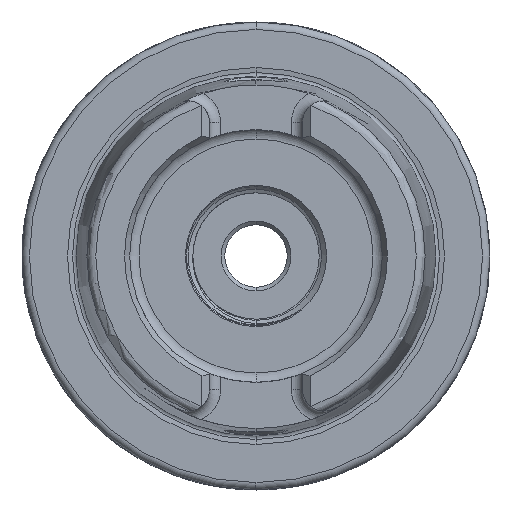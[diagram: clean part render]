
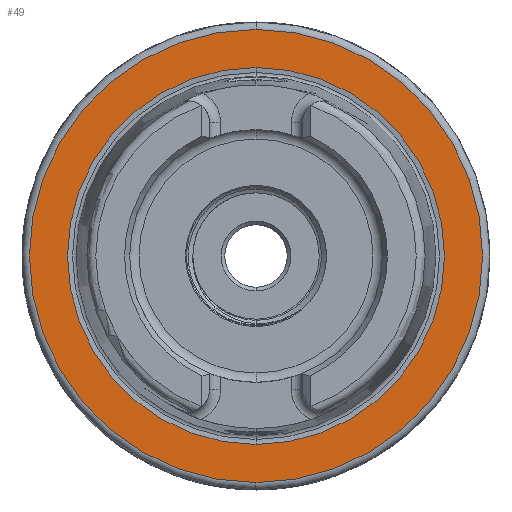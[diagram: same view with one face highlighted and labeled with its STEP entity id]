
A CAD part, left-side view. The second image highlights one B-rep face of the part: STEP entity #49.
In plain terms, the highlighted planar face has unit normal (-1, 0, 0).
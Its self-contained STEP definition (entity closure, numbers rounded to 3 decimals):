
#49 = ADVANCED_FACE ( 'NONE', ( #3574, #3576 ), #13014, .T. ) ;
#124 = EDGE_CURVE ( 'NONE', #12001, #12002, #8949, .T. ) ;
#125 = EDGE_CURVE ( 'NONE', #12005, #12006, #8954, .T. ) ;
#775 = CARTESIAN_POINT ( 'NONE',  ( 0., 0., 0. ) ) ;
#776 = DIRECTION ( 'NONE',  ( -1., 0., 0. ) ) ;
#777 = DIRECTION ( 'NONE',  ( 0., 0., 1. ) ) ;
#808 = CARTESIAN_POINT ( 'NONE',  ( 0., 0., 0. ) ) ;
#809 = DIRECTION ( 'NONE',  ( 1., 0., 0. ) ) ;
#810 = DIRECTION ( 'NONE',  ( 0., 0., -1. ) ) ;
#3574 = FACE_OUTER_BOUND ( 'NONE', #11639, .T. ) ;
#3576 = FACE_BOUND ( 'NONE', #11640, .T. ) ;
#3578 = AXIS2_PLACEMENT_3D ( 'NONE', #13015, #13016, #13017 ) ;
#3757 = CARTESIAN_POINT ( 'NONE',  ( 0., 0., 0. ) ) ;
#3758 = DIRECTION ( 'NONE',  ( -1., 0., 0. ) ) ;
#3759 = DIRECTION ( 'NONE',  ( 0., 0., 1. ) ) ;
#3760 = CARTESIAN_POINT ( 'NONE',  ( 0., 0., 0. ) ) ;
#3761 = DIRECTION ( 'NONE',  ( 1., 0., 0. ) ) ;
#3762 = DIRECTION ( 'NONE',  ( 0., 0., -1. ) ) ;
#8949 = CIRCLE ( 'NONE', #15770, 30.5 ) ;
#8954 = CIRCLE ( 'NONE', #15774, 25.369 ) ;
#9018 = CIRCLE ( 'NONE', #11001, 30.5 ) ;
#9024 = CIRCLE ( 'NONE', #11017, 25.369 ) ;
#9890 = ORIENTED_EDGE ( 'NONE', *, *, #10032, .T. ) ;
#9891 = ORIENTED_EDGE ( 'NONE', *, *, #124, .T. ) ;
#9892 = ORIENTED_EDGE ( 'NONE', *, *, #125, .T. ) ;
#9893 = ORIENTED_EDGE ( 'NONE', *, *, #10043, .T. ) ;
#10032 = EDGE_CURVE ( 'NONE', #12002, #12001, #9018, .T. ) ;
#10043 = EDGE_CURVE ( 'NONE', #12006, #12005, #9024, .T. ) ;
#11001 = AXIS2_PLACEMENT_3D ( 'NONE', #775, #776, #777 ) ;
#11017 = AXIS2_PLACEMENT_3D ( 'NONE', #808, #809, #810 ) ;
#11639 = EDGE_LOOP ( 'NONE', ( #9890, #9891 ) ) ;
#11640 = EDGE_LOOP ( 'NONE', ( #9893, #9892 ) ) ;
#12001 = VERTEX_POINT ( 'NONE', #15696 ) ;
#12002 = VERTEX_POINT ( 'NONE', #15697 ) ;
#12005 = VERTEX_POINT ( 'NONE', #15700 ) ;
#12006 = VERTEX_POINT ( 'NONE', #15701 ) ;
#13014 = PLANE ( 'NONE',  #3578 ) ;
#13015 = CARTESIAN_POINT ( 'NONE',  ( 0., 25.369, 0. ) ) ;
#13016 = DIRECTION ( 'NONE',  ( -1., 0., 0. ) ) ;
#13017 = DIRECTION ( 'NONE',  ( 0., 0., 1. ) ) ;
#15696 = CARTESIAN_POINT ( 'NONE',  ( 0., 0., -30.5 ) ) ;
#15697 = CARTESIAN_POINT ( 'NONE',  ( 0., 0., 30.5 ) ) ;
#15700 = CARTESIAN_POINT ( 'NONE',  ( 0., 0., -25.369 ) ) ;
#15701 = CARTESIAN_POINT ( 'NONE',  ( 0., 0., 25.369 ) ) ;
#15770 = AXIS2_PLACEMENT_3D ( 'NONE', #3757, #3758, #3759 ) ;
#15774 = AXIS2_PLACEMENT_3D ( 'NONE', #3760, #3761, #3762 ) ;
